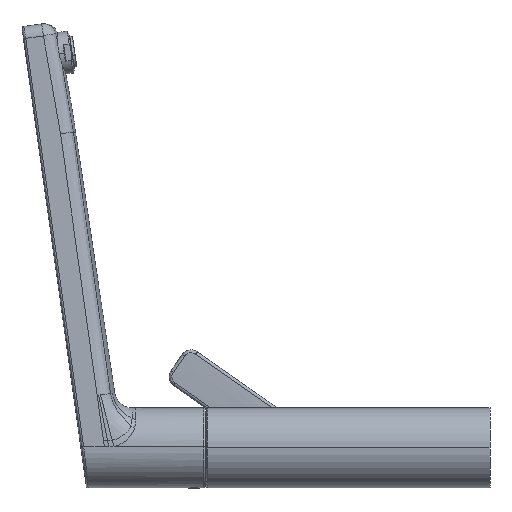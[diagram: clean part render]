
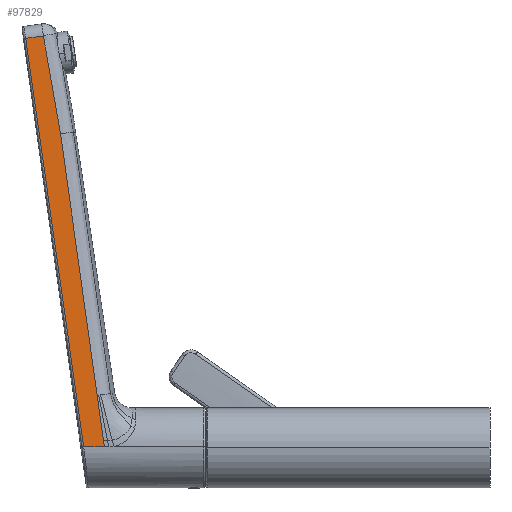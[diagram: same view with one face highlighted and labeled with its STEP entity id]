
A CAD part, left-side view. The second image highlights one B-rep face of the part: STEP entity #97829.
In plain terms, the highlighted planar face has unit normal (-1, 0, 0.026).
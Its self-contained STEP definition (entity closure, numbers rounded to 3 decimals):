
#29457=CARTESIAN_POINT('',(-22.492,229.24,
0.589));
#29591=CARTESIAN_POINT('',(-22.399,218.047,
4.166));
#29592=CARTESIAN_POINT('',(-22.43,217.882,
2.972));
#29593=CARTESIAN_POINT('',(-22.461,217.716,
1.781));
#29594=CARTESIAN_POINT('',(-22.492,217.551,
0.587));
#29608=CARTESIAN_POINT('',(-22.492,217.551,
0.587));
#29609=CARTESIAN_POINT('',(-22.492,218.849,
0.587));
#29610=CARTESIAN_POINT('',(-22.492,221.448,
0.59));
#29611=CARTESIAN_POINT('',(-22.492,225.344,
0.589));
#29612=CARTESIAN_POINT('',(-22.492,227.942,
0.589));
#29613=CARTESIAN_POINT('',(-22.492,229.24,
0.589));
#29615=CARTESIAN_POINT('',(-22.492,229.24,
0.589));
#29616=CARTESIAN_POINT('',(-21.822,232.873,
26.177));
#29617=CARTESIAN_POINT('',(-20.482,240.136,
77.361));
#29618=CARTESIAN_POINT('',(-18.471,251.024,
154.166));
#29619=CARTESIAN_POINT('',(-17.13,258.279,
205.385));
#29620=CARTESIAN_POINT('',(-16.459,261.905,
230.999));
#29622=DIRECTION('',(-0.004,0.99,-0.139));
#29623=VECTOR('',#29622,10.081);
#29624=CARTESIAN_POINT('',(-16.422,251.922,
232.402));
#29625=LINE('',#29624,#29623);
#29626=CARTESIAN_POINT('',(-16.422,251.922,
232.402));
#29627=CARTESIAN_POINT('',(-16.481,251.449,
230.143));
#29628=CARTESIAN_POINT('',(-16.6,250.521,
225.616));
#29629=CARTESIAN_POINT('',(-16.778,249.182,
218.793));
#29630=CARTESIAN_POINT('',(-16.958,247.897,
211.944));
#29631=CARTESIAN_POINT('',(-17.138,246.668,
205.07));
#29632=CARTESIAN_POINT('',(-17.319,245.492,
198.165));
#29633=CARTESIAN_POINT('',(-17.501,244.367,
191.21));
#29634=CARTESIAN_POINT('',(-17.684,243.293,
184.204));
#29635=CARTESIAN_POINT('',(-17.807,242.613,
179.504));
#29636=CARTESIAN_POINT('',(-17.869,242.281,
177.146));
#29638=CARTESIAN_POINT('',(-17.869,242.281,
177.146));
#29639=CARTESIAN_POINT('',(-17.929,241.958,
174.851));
#29640=CARTESIAN_POINT('',(-18.049,241.312,
170.255));
#29641=CARTESIAN_POINT('',(-18.231,240.339,
163.322));
#29642=CARTESIAN_POINT('',(-18.412,239.368,
156.393));
#29643=CARTESIAN_POINT('',(-18.593,238.403,
149.506));
#29644=CARTESIAN_POINT('',(-18.772,237.446,
142.66));
#29645=CARTESIAN_POINT('',(-18.955,236.469,
135.674));
#29646=CARTESIAN_POINT('',(-19.145,235.455,
128.419));
#29647=CARTESIAN_POINT('',(-19.34,234.413,
120.972));
#29648=CARTESIAN_POINT('',(-19.539,233.35,
113.382));
#29649=CARTESIAN_POINT('',(-19.742,232.259,
105.603));
#29650=CARTESIAN_POINT('',(-19.952,231.136,
97.604));
#29651=CARTESIAN_POINT('',(-20.165,229.993,
89.471));
#29652=CARTESIAN_POINT('',(-20.38,228.837,
81.244));
#29653=CARTESIAN_POINT('',(-20.605,227.629,
72.657));
#29654=CARTESIAN_POINT('',(-20.846,226.338,
63.474));
#29655=CARTESIAN_POINT('',(-21.108,224.928,
53.444));
#29656=CARTESIAN_POINT('',(-21.399,223.371,
42.349));
#29657=CARTESIAN_POINT('',(-21.617,222.204,
34.017));
#29658=CARTESIAN_POINT('',(-21.732,221.591,
29.636));
#29660=CARTESIAN_POINT('',(-21.732,221.591,
29.636));
#29661=CARTESIAN_POINT('',(-21.787,221.294,
27.514));
#29662=CARTESIAN_POINT('',(-21.898,220.702,
23.269));
#29663=CARTESIAN_POINT('',(-22.065,219.814,
16.902));
#29664=CARTESIAN_POINT('',(-22.232,218.929,
10.534));
#29665=CARTESIAN_POINT('',(-22.343,218.341,
6.289));
#29666=CARTESIAN_POINT('',(-22.399,218.047,
4.166));
#29753=CARTESIAN_POINT('',(-16.422,251.922,
232.402));
#76101=CARTESIAN_POINT('',(-17.869,242.281,
177.146));
#76102=VERTEX_POINT('',#76101);
#76106=VERTEX_POINT('',#29753);
#76122=VERTEX_POINT('',#29457);
#76124=VERTEX_POINT('',#29620);
#76136=VERTEX_POINT('',#29660);
#76137=VERTEX_POINT('',#29666);
#76139=VERTEX_POINT('',#29594);
#97810=CARTESIAN_POINT('',(-22.492,160.594,
0.589));
#97811=DIRECTION('',(-1.,0.,0.026));
#97812=DIRECTION('',(0.026,0.,1.));
#97813=AXIS2_PLACEMENT_3D('',#97810,#97811,#97812);
#97814=PLANE('',#97813);
#97816=ORIENTED_EDGE('',*,*,#97815,.T.);
#97817=ORIENTED_EDGE('',*,*,#97801,.T.);
#97818=ORIENTED_EDGE('',*,*,#97294,.T.);
#97820=ORIENTED_EDGE('',*,*,#97819,.T.);
#97822=ORIENTED_EDGE('',*,*,#97821,.F.);
#97824=ORIENTED_EDGE('',*,*,#97823,.T.);
#97826=ORIENTED_EDGE('',*,*,#97825,.T.);
#97827=EDGE_LOOP('',(#97816,#97817,#97818,#97820,#97822,#97824,#97826));
#97828=FACE_OUTER_BOUND('',#97827,.F.);
#97829=ADVANCED_FACE('',(#97828),#97814,.T.);
#29595=B_SPLINE_CURVE_WITH_KNOTS('',3,(#29591,#29592,#29593,#29594),
.UNSPECIFIED.,.F.,.F.,(4,4),(0.,1.),.UNSPECIFIED.);
#29614=B_SPLINE_CURVE_WITH_KNOTS('',3,(#29608,#29609,#29610,#29611,#29612,
#29613),.UNSPECIFIED.,.F.,.F.,(4,1,1,4),(0.,0.333,
0.667,1.),.UNSPECIFIED.);
#29621=B_SPLINE_CURVE_WITH_KNOTS('',3,(#29615,#29616,#29617,#29618,#29619,
#29620),.UNSPECIFIED.,.F.,.F.,(4,1,1,4),(0.,0.333,
0.667,1.),.UNSPECIFIED.);
#29637=B_SPLINE_CURVE_WITH_KNOTS('',3,(#29626,#29627,#29628,#29629,#29630,
#29631,#29632,#29633,#29634,#29635,#29636),.UNSPECIFIED.,.F.,.F.,(4,1,1,1,1,1,1,
1,4),(0.,0.125,0.25,0.375,0.5,0.625,0.75,0.875,1.),
.UNSPECIFIED.);
#29659=B_SPLINE_CURVE_WITH_KNOTS('',3,(#29638,#29639,#29640,#29641,#29642,
#29643,#29644,#29645,#29646,#29647,#29648,#29649,#29650,#29651,#29652,#29653,
#29654,#29655,#29656,#29657,#29658),.UNSPECIFIED.,.F.,.F.,(4,1,1,1,1,1,1,1,1,1,
1,1,1,1,1,1,1,1,4),(0.,0.056,0.111,0.167,
0.222,0.278,0.333,0.389,
0.444,0.5,0.556,0.611,0.667,
0.722,0.778,0.833,0.889,
0.944,1.),.UNSPECIFIED.);
#29667=B_SPLINE_CURVE_WITH_KNOTS('',3,(#29660,#29661,#29662,#29663,#29664,
#29665,#29666),.UNSPECIFIED.,.F.,.F.,(4,1,1,1,4),(0.,0.25,
0.5,0.75,1.),.UNSPECIFIED.);
#97294=EDGE_CURVE('',#76139,#76122,#29614,.T.);
#97801=EDGE_CURVE('',#76137,#76139,#29595,.T.);
#97815=EDGE_CURVE('',#76136,#76137,#29667,.T.);
#97819=EDGE_CURVE('',#76122,#76124,#29621,.T.);
#97821=EDGE_CURVE('',#76106,#76124,#29625,.T.);
#97823=EDGE_CURVE('',#76106,#76102,#29637,.T.);
#97825=EDGE_CURVE('',#76102,#76136,#29659,.T.);
